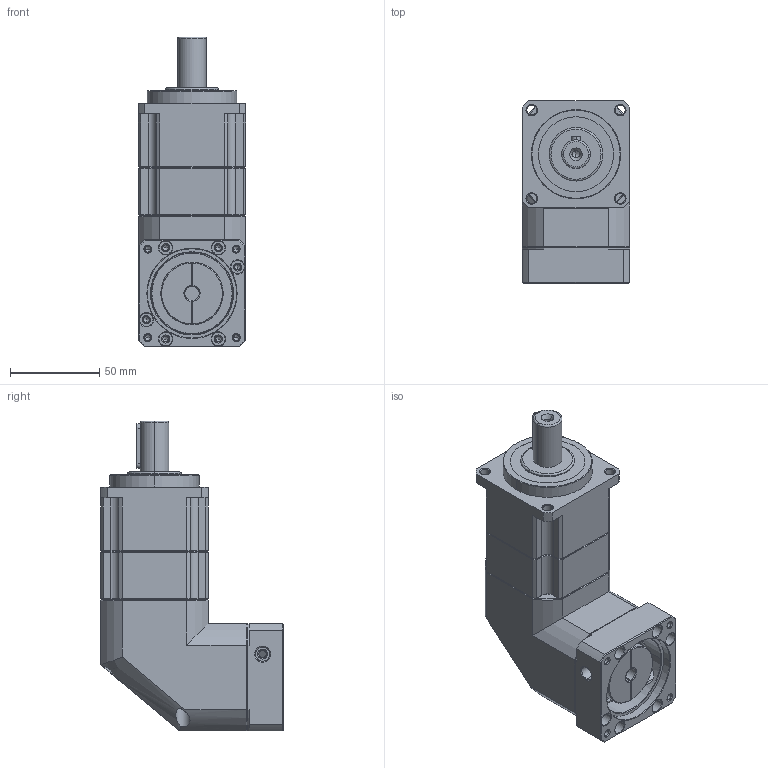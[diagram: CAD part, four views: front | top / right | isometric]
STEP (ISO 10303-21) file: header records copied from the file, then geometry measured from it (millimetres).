
FILE_DESCRIPTION (( 'STEP AP214' ), '1' );
FILE_NAME ('SBL060-L2-8-50-70M5.STEP', '2021-12-25T06:24:54', ( 'admin' ), ( '' ), 'SwSTEP 2.0', 'SolidWorks 2013', '' );
FILE_SCHEMA (( 'AUTOMOTIVE_DESIGN' ));
Length unit declared in the file: millimetre
Products named in the file (5): SBL060-50-70M4; SBL060_X2_53CC8FB9_X0_-11; SB060_X2_4E007EA79F7F5708_X0_; SB060_X2_8F9351FA7AEF_X0_; SBL060-L2-8-50-70M5
Assembly tree (4 placements, depth 2):
  SBL060-L2-8-50-70M5
    SB060_X2_8F9351FA7AEF_X0_
    SB060_X2_4E007EA79F7F5708_X0_
    SBL060_X2_53CC8FB9_X0_-11
    SBL060-50-70M4
Bounding box: 60 x 102 x 173.5 mm (x, y, z)
Volume: 555838.4 mm3; surface area: 89618.7 mm2
Topology: 6 solids, 6 shells, 484 faces, 1189 edges, 723 vertices
Faces by surface type: cylinder 181, plane 156, cone 139, bspline 8
Entity records: 20574 total; most frequent: CARTESIAN_POINT 3622, DIRECTION 2467, ORIENTED_EDGE 2330, EDGE_CURVE 1165, AXIS2_PLACEMENT_3D 965, VERTEX_POINT 723, EDGE_LOOP 556, LINE 537
